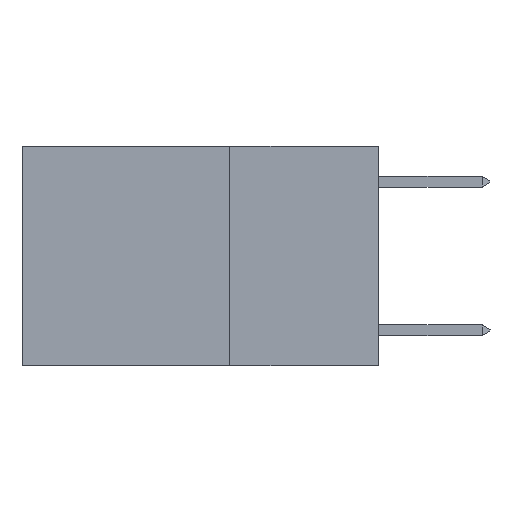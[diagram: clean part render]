
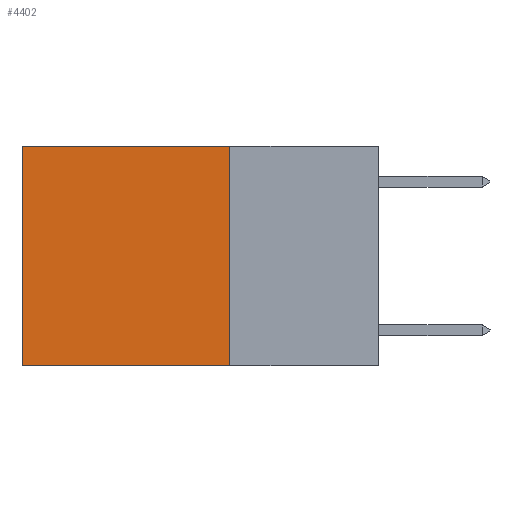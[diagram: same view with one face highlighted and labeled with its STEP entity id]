
A CAD part, left-side view. The second image highlights one B-rep face of the part: STEP entity #4402.
In plain terms, the highlighted planar face has unit normal (-1, 0, 0).
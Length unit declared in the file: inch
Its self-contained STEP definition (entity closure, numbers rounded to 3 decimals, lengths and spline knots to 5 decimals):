
#333 = DIRECTION ( 'NONE',  ( 1., 0., 0. ) ) ;
#481 = VERTEX_POINT ( 'NONE', #2800 ) ;
#605 = VECTOR ( 'NONE', #7159, 39.37008 ) ;
#930 = CARTESIAN_POINT ( 'NONE',  ( 0.2625, 0.6, 0. ) ) ;
#1106 = EDGE_CURVE ( 'NONE', #481, #7869, #2539, .T. ) ;
#1204 = VERTEX_POINT ( 'NONE', #3186 ) ;
#1501 = CARTESIAN_POINT ( 'NONE',  ( 0.2625, 0.25, 0. ) ) ;
#1749 = ORIENTED_EDGE ( 'NONE', *, *, #5651, .F. ) ;
#1823 = CARTESIAN_POINT ( 'NONE',  ( 0.2625, 0.6, 0. ) ) ;
#2539 = LINE ( 'NONE', #1501, #605 ) ;
#2628 = DIRECTION ( 'NONE',  ( 0., 0., -1. ) ) ;
#2632 = LINE ( 'NONE', #930, #6260 ) ;
#2663 = DIRECTION ( 'NONE',  ( 0., 0., -1. ) ) ;
#2745 = AXIS2_PLACEMENT_3D ( 'NONE', #7004, #333, #9009 ) ;
#2800 = CARTESIAN_POINT ( 'NONE',  ( 0.2625, 0.25, 0. ) ) ;
#3186 = CARTESIAN_POINT ( 'NONE',  ( 0.2625, 0.6, -0.37 ) ) ;
#3397 = CARTESIAN_POINT ( 'NONE',  ( 0.2625, 0.25, -0.37 ) ) ;
#3974 = PLANE ( 'NONE',  #2745 ) ;
#4320 = CARTESIAN_POINT ( 'NONE',  ( 0.2625, 0.25, -0.37 ) ) ;
#4402 = ADVANCED_FACE ( 'NONE', ( #4728 ), #3974, .F. ) ;
#4728 = FACE_OUTER_BOUND ( 'NONE', #8092, .T. ) ;
#4820 = CARTESIAN_POINT ( 'NONE',  ( 0.2625, 0.25, 0. ) ) ;
#5572 = VERTEX_POINT ( 'NONE', #4320 ) ;
#5651 = EDGE_CURVE ( 'NONE', #5572, #1204, #8753, .T. ) ;
#6260 = VECTOR ( 'NONE', #2628, 39.37008 ) ;
#6827 = ORIENTED_EDGE ( 'NONE', *, *, #8573, .F. ) ;
#6829 = EDGE_CURVE ( 'NONE', #7869, #1204, #2632, .T. ) ;
#7004 = CARTESIAN_POINT ( 'NONE',  ( 0.2625, 0.25, 0. ) ) ;
#7077 = DIRECTION ( 'NONE',  ( 0., 1., 0. ) ) ;
#7159 = DIRECTION ( 'NONE',  ( 0., 1., 0. ) ) ;
#7178 = ORIENTED_EDGE ( 'NONE', *, *, #1106, .T. ) ;
#7345 = VECTOR ( 'NONE', #2663, 39.37008 ) ;
#7752 = ORIENTED_EDGE ( 'NONE', *, *, #6829, .T. ) ;
#7869 = VERTEX_POINT ( 'NONE', #1823 ) ;
#8092 = EDGE_LOOP ( 'NONE', ( #7752, #1749, #6827, #7178 ) ) ;
#8569 = LINE ( 'NONE', #4820, #7345 ) ;
#8573 = EDGE_CURVE ( 'NONE', #481, #5572, #8569, .T. ) ;
#8753 = LINE ( 'NONE', #3397, #9106 ) ;
#9009 = DIRECTION ( 'NONE',  ( 0., 0., -1. ) ) ;
#9106 = VECTOR ( 'NONE', #7077, 39.37008 ) ;
